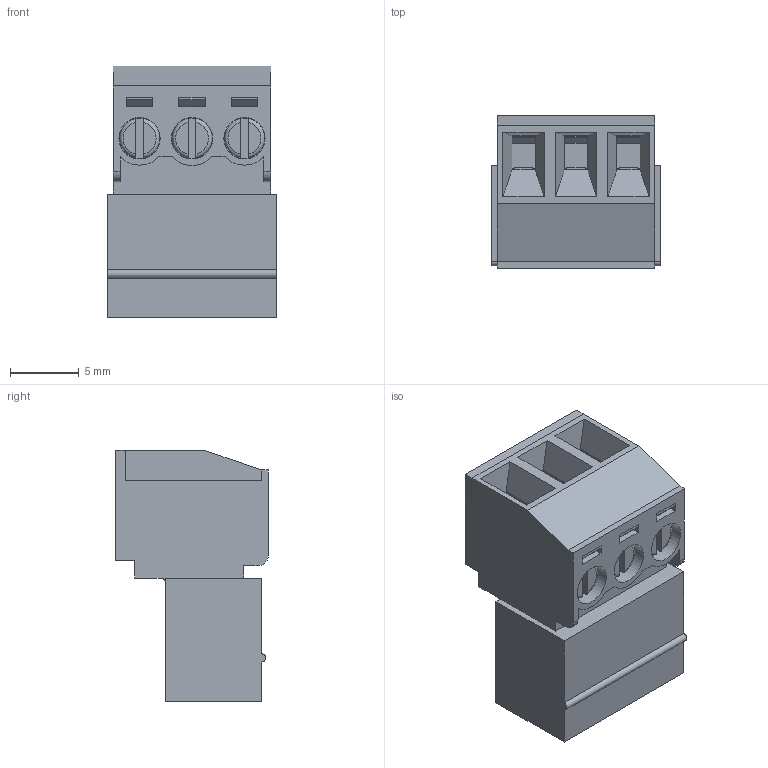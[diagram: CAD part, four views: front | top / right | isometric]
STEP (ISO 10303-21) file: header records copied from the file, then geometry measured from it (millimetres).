
FILE_DESCRIPTION( ( 'Unknown' ), '1' );
FILE_NAME( '691348300003.stp', 'Unknown', ( 'Unknown' ), ( 'Unknown' ), 'PSStep 17.0.49', 'Unknown', ' ' );
FILE_SCHEMA( ( 'AUTOMOTIVE_DESIGN { 1 0 10303 214 1 1 1 1 }' ) );
Length unit declared in the file: millimetre
Products named in the file (6): Assem1; 6913483000xx_Cage; 6913483000xx_Pin; 6913483000xx_vis; 691348300003; 691348300003_CAPOT
Assembly tree (11 placements, depth 2):
  Assem1
    6913483000xx_Cage  x3
    6913483000xx_Pin  x3
    6913483000xx_vis  x3
    691348300003
    691348300003_CAPOT
Bounding box: 12.31 x 11.1 x 18.3 mm (x, y, z)
Volume: 1099.8 mm3; surface area: 3369.1 mm2
Topology: 11 solids, 11 shells, 511 faces, 1365 edges, 897 vertices
Faces by surface type: plane 438, cylinder 61, torus 12
Full cylindrical faces by diameter (mm): 1.45 x3, 1.6 x3, 1.9 x6, 2 x3, 2.9 x3, 3 x3
Entity records: 15769 total; most frequent: CARTESIAN_POINT 2230, ORIENTED_EDGE 2142, DIRECTION 1991, EDGE_CURVE 1071, LINE 961, VECTOR 961, VERTEX_POINT 714, AXIS2_PLACEMENT_3D 515
